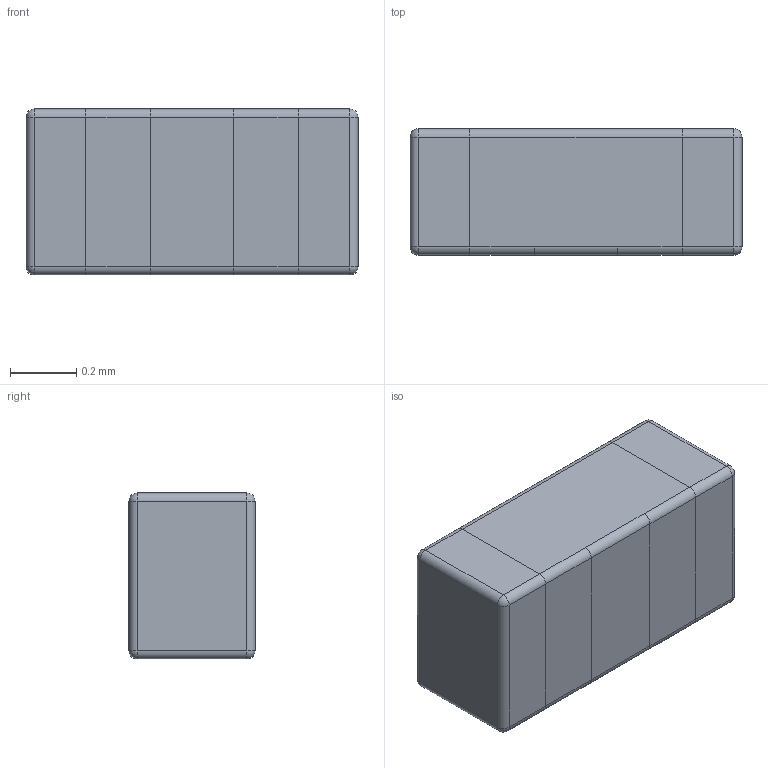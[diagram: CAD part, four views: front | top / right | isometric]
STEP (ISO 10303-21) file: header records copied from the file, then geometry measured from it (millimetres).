
FILE_DESCRIPTION (( 'STEP AP214' ), '1' );
FILE_NAME ('reoriented-ADFC15-2450.00-A-T.step', '2023-03-01T10:41:00', ( '' ), ( '' ), 'SwSTEP 2.0', 'SolidWorks 2021', '' );
FILE_SCHEMA (( 'AUTOMOTIVE_DESIGN' ));
Length unit declared in the file: millimetre
Products named in the file (1): reoriented-ADFC15-2450.00-A-T
Bounding box: 1 x 0.38 x 0.5 mm (x, y, z)
Volume: 0.2 mm3; surface area: 2.1 mm2
Topology: 1 solids, 1 shells, 245 faces, 621 edges, 394 vertices
Faces by surface type: plane 144, bspline 69, cylinder 24, sphere 8
Entity records: 12334 total; most frequent: CARTESIAN_POINT 6286, ORIENTED_EDGE 1226, DIRECTION 861, EDGE_CURVE 613, LINE 435, VECTOR 435, VERTEX_POINT 394, EDGE_LOOP 269
